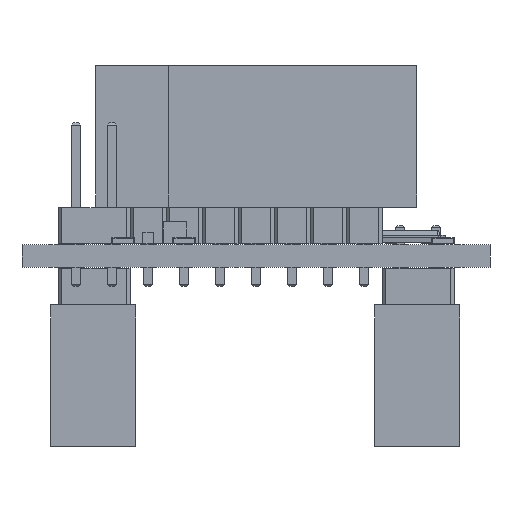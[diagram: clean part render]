
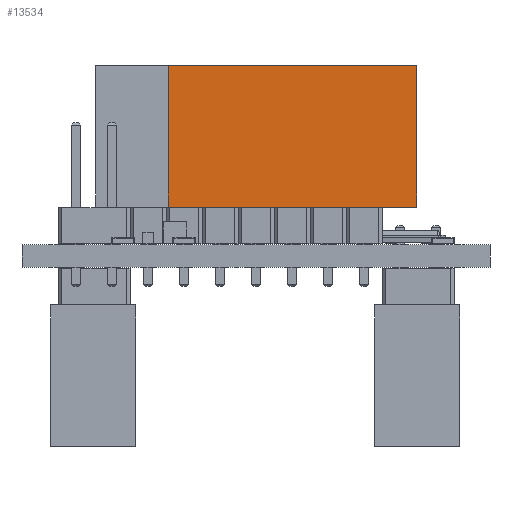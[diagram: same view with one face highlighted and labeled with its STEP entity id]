
A CAD part, front view. The second image highlights one B-rep face of the part: STEP entity #13534.
In plain terms, the highlighted face is planar.
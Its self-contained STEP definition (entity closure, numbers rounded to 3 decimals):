
#13441 = PLANE('',#13442);
#13442 = AXIS2_PLACEMENT_3D('',#13443,#13444,#13445);
#13443 = CARTESIAN_POINT('',(-1.8,-13.8,2.6));
#13444 = DIRECTION('',(0.,1.,0.));
#13445 = DIRECTION('',(0.,0.,1.));
#13469 = PLANE('',#13470);
#13470 = AXIS2_PLACEMENT_3D('',#13471,#13472,#13473);
#13471 = CARTESIAN_POINT('',(-1.8,-13.8,2.6));
#13472 = DIRECTION('',(0.,0.,1.));
#13473 = DIRECTION('',(1.,0.,0.));
#13497 = PLANE('',#13498);
#13498 = AXIS2_PLACEMENT_3D('',#13499,#13500,#13501);
#13499 = CARTESIAN_POINT('',(-1.8,3.7,2.6));
#13500 = DIRECTION('',(0.,1.,0.));
#13501 = DIRECTION('',(0.,0.,1.));
#13523 = PLANE('',#13524);
#13524 = AXIS2_PLACEMENT_3D('',#13525,#13526,#13527);
#13525 = CARTESIAN_POINT('',(-1.8,-13.8,12.6));
#13526 = DIRECTION('',(0.,0.,1.));
#13527 = DIRECTION('',(1.,0.,0.));
#13534 = ADVANCED_FACE('',(#13535),#13549,.T.);
#13535 = FACE_BOUND('',#13536,.T.);
#13536 = EDGE_LOOP('',(#13537,#13567,#13590,#13613));
#13537 = ORIENTED_EDGE('',*,*,#13538,.F.);
#13538 = EDGE_CURVE('',#13539,#13541,#13543,.T.);
#13539 = VERTEX_POINT('',#13540);
#13540 = CARTESIAN_POINT('',(4.2,-13.8,2.6));
#13541 = VERTEX_POINT('',#13542);
#13542 = CARTESIAN_POINT('',(4.2,-13.8,12.6));
#13543 = SURFACE_CURVE('',#13544,(#13548,#13560),.PCURVE_S1.);
#13544 = LINE('',#13545,#13546);
#13545 = CARTESIAN_POINT('',(4.2,-13.8,2.6));
#13546 = VECTOR('',#13547,1.);
#13547 = DIRECTION('',(0.,0.,1.));
#13548 = PCURVE('',#13549,#13554);
#13549 = PLANE('',#13550);
#13550 = AXIS2_PLACEMENT_3D('',#13551,#13552,#13553);
#13551 = CARTESIAN_POINT('',(4.2,-13.8,2.6));
#13552 = DIRECTION('',(1.,0.,0.));
#13553 = DIRECTION('',(0.,0.,1.));
#13554 = DEFINITIONAL_REPRESENTATION('',(#13555),#13559);
#13555 = LINE('',#13556,#13557);
#13556 = CARTESIAN_POINT('',(0.,0.));
#13557 = VECTOR('',#13558,1.);
#13558 = DIRECTION('',(1.,0.));
#13559 = ( GEOMETRIC_REPRESENTATION_CONTEXT(2) 
PARAMETRIC_REPRESENTATION_CONTEXT() REPRESENTATION_CONTEXT('2D SPACE',''
  ) );
#13560 = PCURVE('',#13441,#13561);
#13561 = DEFINITIONAL_REPRESENTATION('',(#13562),#13566);
#13562 = LINE('',#13563,#13564);
#13563 = CARTESIAN_POINT('',(0.,6.));
#13564 = VECTOR('',#13565,1.);
#13565 = DIRECTION('',(1.,0.));
#13566 = ( GEOMETRIC_REPRESENTATION_CONTEXT(2) 
PARAMETRIC_REPRESENTATION_CONTEXT() REPRESENTATION_CONTEXT('2D SPACE',''
  ) );
#13567 = ORIENTED_EDGE('',*,*,#13568,.T.);
#13568 = EDGE_CURVE('',#13539,#13569,#13571,.T.);
#13569 = VERTEX_POINT('',#13570);
#13570 = CARTESIAN_POINT('',(4.2,3.7,2.6));
#13571 = SURFACE_CURVE('',#13572,(#13576,#13583),.PCURVE_S1.);
#13572 = LINE('',#13573,#13574);
#13573 = CARTESIAN_POINT('',(4.2,-13.8,2.6));
#13574 = VECTOR('',#13575,1.);
#13575 = DIRECTION('',(0.,1.,0.));
#13576 = PCURVE('',#13549,#13577);
#13577 = DEFINITIONAL_REPRESENTATION('',(#13578),#13582);
#13578 = LINE('',#13579,#13580);
#13579 = CARTESIAN_POINT('',(0.,0.));
#13580 = VECTOR('',#13581,1.);
#13581 = DIRECTION('',(0.,-1.));
#13582 = ( GEOMETRIC_REPRESENTATION_CONTEXT(2) 
PARAMETRIC_REPRESENTATION_CONTEXT() REPRESENTATION_CONTEXT('2D SPACE',''
  ) );
#13583 = PCURVE('',#13469,#13584);
#13584 = DEFINITIONAL_REPRESENTATION('',(#13585),#13589);
#13585 = LINE('',#13586,#13587);
#13586 = CARTESIAN_POINT('',(6.,0.));
#13587 = VECTOR('',#13588,1.);
#13588 = DIRECTION('',(0.,1.));
#13589 = ( GEOMETRIC_REPRESENTATION_CONTEXT(2) 
PARAMETRIC_REPRESENTATION_CONTEXT() REPRESENTATION_CONTEXT('2D SPACE',''
  ) );
#13590 = ORIENTED_EDGE('',*,*,#13591,.T.);
#13591 = EDGE_CURVE('',#13569,#13592,#13594,.T.);
#13592 = VERTEX_POINT('',#13593);
#13593 = CARTESIAN_POINT('',(4.2,3.7,12.6));
#13594 = SURFACE_CURVE('',#13595,(#13599,#13606),.PCURVE_S1.);
#13595 = LINE('',#13596,#13597);
#13596 = CARTESIAN_POINT('',(4.2,3.7,2.6));
#13597 = VECTOR('',#13598,1.);
#13598 = DIRECTION('',(0.,0.,1.));
#13599 = PCURVE('',#13549,#13600);
#13600 = DEFINITIONAL_REPRESENTATION('',(#13601),#13605);
#13601 = LINE('',#13602,#13603);
#13602 = CARTESIAN_POINT('',(0.,-17.5));
#13603 = VECTOR('',#13604,1.);
#13604 = DIRECTION('',(1.,0.));
#13605 = ( GEOMETRIC_REPRESENTATION_CONTEXT(2) 
PARAMETRIC_REPRESENTATION_CONTEXT() REPRESENTATION_CONTEXT('2D SPACE',''
  ) );
#13606 = PCURVE('',#13497,#13607);
#13607 = DEFINITIONAL_REPRESENTATION('',(#13608),#13612);
#13608 = LINE('',#13609,#13610);
#13609 = CARTESIAN_POINT('',(0.,6.));
#13610 = VECTOR('',#13611,1.);
#13611 = DIRECTION('',(1.,0.));
#13612 = ( GEOMETRIC_REPRESENTATION_CONTEXT(2) 
PARAMETRIC_REPRESENTATION_CONTEXT() REPRESENTATION_CONTEXT('2D SPACE',''
  ) );
#13613 = ORIENTED_EDGE('',*,*,#13614,.F.);
#13614 = EDGE_CURVE('',#13541,#13592,#13615,.T.);
#13615 = SURFACE_CURVE('',#13616,(#13620,#13627),.PCURVE_S1.);
#13616 = LINE('',#13617,#13618);
#13617 = CARTESIAN_POINT('',(4.2,-13.8,12.6));
#13618 = VECTOR('',#13619,1.);
#13619 = DIRECTION('',(0.,1.,0.));
#13620 = PCURVE('',#13549,#13621);
#13621 = DEFINITIONAL_REPRESENTATION('',(#13622),#13626);
#13622 = LINE('',#13623,#13624);
#13623 = CARTESIAN_POINT('',(10.,0.));
#13624 = VECTOR('',#13625,1.);
#13625 = DIRECTION('',(0.,-1.));
#13626 = ( GEOMETRIC_REPRESENTATION_CONTEXT(2) 
PARAMETRIC_REPRESENTATION_CONTEXT() REPRESENTATION_CONTEXT('2D SPACE',''
  ) );
#13627 = PCURVE('',#13523,#13628);
#13628 = DEFINITIONAL_REPRESENTATION('',(#13629),#13633);
#13629 = LINE('',#13630,#13631);
#13630 = CARTESIAN_POINT('',(6.,0.));
#13631 = VECTOR('',#13632,1.);
#13632 = DIRECTION('',(0.,1.));
#13633 = ( GEOMETRIC_REPRESENTATION_CONTEXT(2) 
PARAMETRIC_REPRESENTATION_CONTEXT() REPRESENTATION_CONTEXT('2D SPACE',''
  ) );
